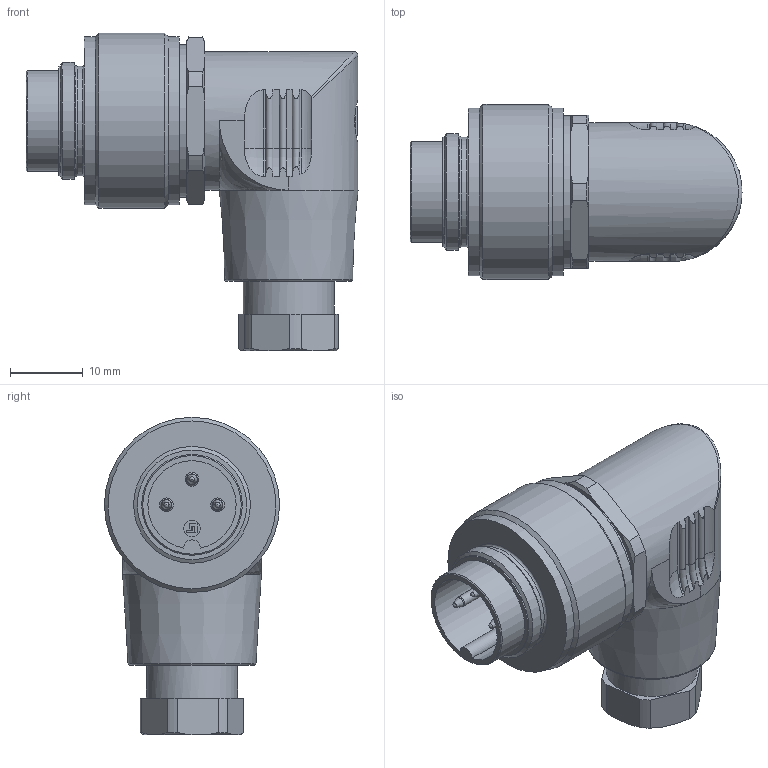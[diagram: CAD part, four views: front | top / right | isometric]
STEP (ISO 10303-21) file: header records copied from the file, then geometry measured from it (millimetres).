
FILE_DESCRIPTION(/* description */ (''),/* implementation_level */ '2;1');
FILE_NAME(/* name */ '99_0105_106_03_001_00.stp',/* time_stamp */ '2015-03-05T08:25:19+01:00',/* author */ (''),/* organization */ (''),/* preprocessor_version */ 'ST-DEVELOPER v14',/* originating_system */ 'SIEMENS PLM Software NX 8.0',/* authorisation */ '');
FILE_SCHEMA (('AUTOMOTIVE_DESIGN { 1 0 10303 214 3 1 1 1 }'));
Length unit declared in the file: millimetre
Products named in the file (1): cerl0748ACF3q8l7
Bounding box: 45.5 x 24 x 43.5 mm (x, y, z)
Volume: 17940.8 mm3; surface area: 5355.6 mm2
Topology: 1 solids, 1 shells, 172 faces, 422 edges, 269 vertices
Faces by surface type: plane 69, cylinder 51, cone 30, torus 11, bspline 11
Full cylindrical faces by diameter (mm): 1.49 x3, 2.25 x1, 12.5 x1, 13.8 x1, 15 x2, 16 x1, 19 x1, 20.9 x1, 23 x2, 24 x1
Entity records: 6036 total; most frequent: CARTESIAN_POINT 2212, ORIENTED_EDGE 762, DIRECTION 752, EDGE_CURVE 381, AXIS2_PLACEMENT_3D 286, VERTEX_POINT 263, EDGE_LOOP 224, LINE 180
